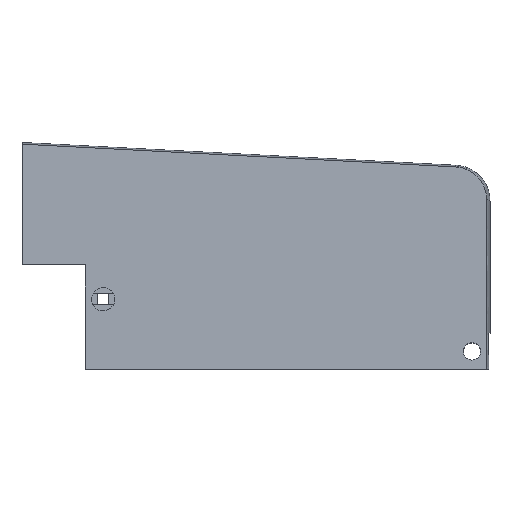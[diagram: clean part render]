
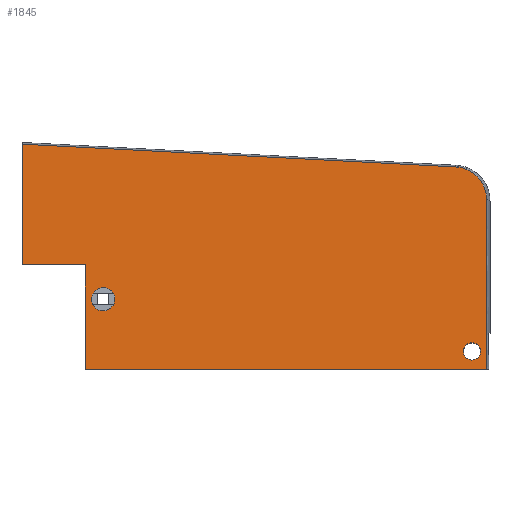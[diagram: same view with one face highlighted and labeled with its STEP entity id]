
A CAD part, front view. The second image highlights one B-rep face of the part: STEP entity #1845.
In plain terms, the highlighted planar face has unit normal (0.002, -0.999, 0.044).
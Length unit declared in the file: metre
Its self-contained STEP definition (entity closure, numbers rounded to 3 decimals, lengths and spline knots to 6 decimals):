
#12=CIRCLE('',#1936,0.0024);
#18=ELLIPSE('',#1948,0.003253,0.00325);
#64=B_SPLINE_CURVE_WITH_KNOTS('',3,(#2902,#2903,#2904,#2905),
 .UNSPECIFIED.,.F.,.F.,(4,4),(0.,1.),.UNSPECIFIED.);
#67=B_SPLINE_CURVE_WITH_KNOTS('',3,(#2964,#2965,#2966,#2967,#2968,#2969,
#2970),.UNSPECIFIED.,.F.,.F.,(4,1,1,1,4),(0.,0.25,0.5,0.75,1.),
 .UNSPECIFIED.);
#70=B_SPLINE_CURVE_WITH_KNOTS('',3,(#3006,#3007,#3008,#3009),
 .UNSPECIFIED.,.F.,.F.,(4,4),(0.,1.),.UNSPECIFIED.);
#466=ORIENTED_EDGE('',*,*,#792,.T.);
#467=ORIENTED_EDGE('',*,*,#820,.T.);
#468=ORIENTED_EDGE('',*,*,#783,.T.);
#469=ORIENTED_EDGE('',*,*,#780,.T.);
#470=ORIENTED_EDGE('',*,*,#815,.T.);
#471=ORIENTED_EDGE('',*,*,#832,.T.);
#472=ORIENTED_EDGE('',*,*,#838,.T.);
#473=ORIENTED_EDGE('',*,*,#834,.T.);
#474=ORIENTED_EDGE('',*,*,#786,.T.);
#780=EDGE_CURVE('',#998,#1001,#64,.T.);
#783=EDGE_CURVE('',#1002,#998,#67,.T.);
#786=EDGE_CURVE('',#1006,#1002,#70,.T.);
#792=EDGE_CURVE('',#1009,#1009,#12,.T.);
#815=EDGE_CURVE('',#1001,#1026,#1222,.F.);
#820=EDGE_CURVE('',#1027,#1027,#18,.T.);
#832=EDGE_CURVE('',#1026,#1035,#1235,.F.);
#834=EDGE_CURVE('',#1037,#1006,#1237,.F.);
#838=EDGE_CURVE('',#1035,#1037,#1241,.F.);
#998=VERTEX_POINT('',#2867);
#1001=VERTEX_POINT('',#2901);
#1002=VERTEX_POINT('',#2943);
#1006=VERTEX_POINT('',#3010);
#1009=VERTEX_POINT('',#3027);
#1026=VERTEX_POINT('',#3072);
#1027=VERTEX_POINT('',#3080);
#1035=VERTEX_POINT('',#3104);
#1037=VERTEX_POINT('',#3110);
#1222=LINE('',#3073,#1436);
#1235=LINE('',#3105,#1449);
#1237=LINE('',#3109,#1451);
#1241=LINE('',#3117,#1455);
#1436=VECTOR('',#2250,1.);
#1449=VECTOR('',#2283,1.);
#1451=VECTOR('',#2287,1.);
#1455=VECTOR('',#2295,1.);
#1562=EDGE_LOOP('',(#466));
#1563=EDGE_LOOP('',(#467));
#1564=EDGE_LOOP('',(#468,#469,#470,#471,#472,#473,#474));
#1669=FACE_BOUND('',#1562,.T.);
#1670=FACE_BOUND('',#1563,.T.);
#1671=FACE_BOUND('',#1564,.T.);
#1760=PLANE('',#1956);
#1845=ADVANCED_FACE('',(#1669,#1670,#1671),#1760,.F.);
#1936=AXIS2_PLACEMENT_3D('',#3026,#2213,#2214);
#1948=AXIS2_PLACEMENT_3D('',#3079,#2260,#2261);
#1956=AXIS2_PLACEMENT_3D('',#3116,#2293,#2294);
#2213=DIRECTION('',(-0.002,0.999,-0.045));
#2214=DIRECTION('',(0.,0.045,0.999));
#2250=DIRECTION('',(0.,0.045,0.999));
#2260=DIRECTION('',(-0.002,0.999,-0.045));
#2261=DIRECTION('',(0.052,0.045,0.998));
#2283=DIRECTION('',(-1.,-0.002,0.));
#2287=DIRECTION('',(-1.,-0.002,0.));
#2293=DIRECTION('',(-0.002,0.999,-0.045));
#2294=DIRECTION('',(-1.,-0.002,0.));
#2295=DIRECTION('',(0.,0.045,0.999));
#2867=CARTESIAN_POINT('',(-0.009501,-0.026521,0.046151));
#2901=CARTESIAN_POINT('',(-0.129725,-0.026521,0.052451));
#2902=CARTESIAN_POINT('',(-0.009501,-0.026521,0.046151));
#2903=CARTESIAN_POINT('',(-0.049576,-0.026521,0.048251));
#2904=CARTESIAN_POINT('',(-0.08965,-0.026521,0.050351));
#2905=CARTESIAN_POINT('',(-0.129725,-0.026521,0.052451));
#2943=CARTESIAN_POINT('',(-0.000972,-0.026901,0.037163));
#2964=CARTESIAN_POINT('',(-0.000972,-0.026901,0.037163));
#2965=CARTESIAN_POINT('',(-0.000972,-0.02685,0.038315));
#2966=CARTESIAN_POINT('',(-0.00141,-0.02675,0.040573));
#2967=CARTESIAN_POINT('',(-0.003283,-0.026624,0.04351));
#2968=CARTESIAN_POINT('',(-0.006119,-0.02654,0.045535));
#2969=CARTESIAN_POINT('',(-0.00835,-0.026521,0.04609));
#2970=CARTESIAN_POINT('',(-0.009501,-0.026521,0.046151));
#3006=CARTESIAN_POINT('',(-0.000972,-0.029002,-0.01));
#3007=CARTESIAN_POINT('',(-0.000972,-0.028302,0.005721));
#3008=CARTESIAN_POINT('',(-0.000972,-0.027602,0.021442));
#3009=CARTESIAN_POINT('',(-0.000972,-0.026901,0.037163));
#3010=CARTESIAN_POINT('',(-0.000972,-0.029002,-0.01));
#3026=CARTESIAN_POINT('',(-0.005,-0.028789,-0.005004));
#3027=CARTESIAN_POINT('',(-0.005,-0.028682,-0.002607));
#3072=CARTESIAN_POINT('',(-0.129725,-0.028011,0.019));
#3073=CARTESIAN_POINT('',(-0.129725,-0.027548,0.029382));
#3079=CARTESIAN_POINT('',(-0.107225,-0.028382,0.0095));
#3080=CARTESIAN_POINT('',(-0.107055,-0.028237,0.012746));
#3104=CARTESIAN_POINT('',(-0.112225,-0.02797,0.019));
#3105=CARTESIAN_POINT('',(-0.097177,-0.027935,0.019));
#3109=CARTESIAN_POINT('',(-0.037404,-0.029087,-0.01));
#3110=CARTESIAN_POINT('',(-0.112225,-0.029262,-0.01));
#3116=CARTESIAN_POINT('',(-0.037408,-0.027333,0.029373));
#3117=CARTESIAN_POINT('',(-0.112225,-0.027661,0.02594));
